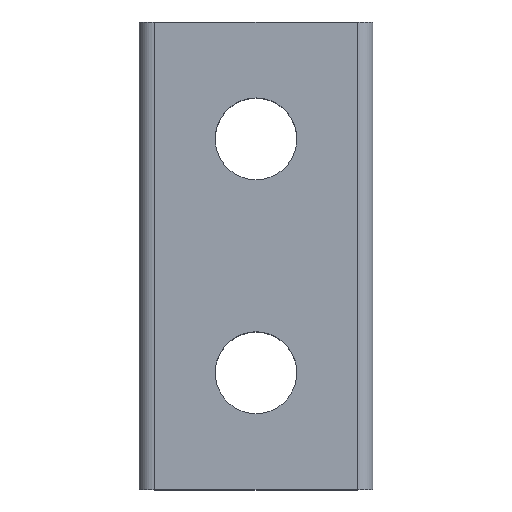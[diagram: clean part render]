
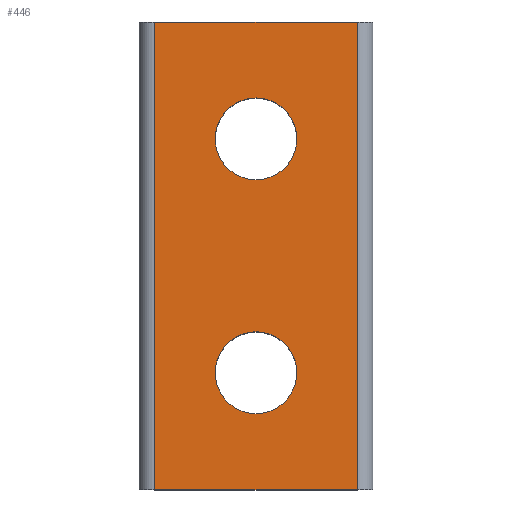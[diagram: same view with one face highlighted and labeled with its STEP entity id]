
A CAD part, top view. The second image highlights one B-rep face of the part: STEP entity #446.
In plain terms, the highlighted planar face has unit normal (0, 0, 1).
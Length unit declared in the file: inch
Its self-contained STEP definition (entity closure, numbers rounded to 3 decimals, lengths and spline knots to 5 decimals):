
#18=FACE_BOUND('',#82,.T.);
#19=FACE_BOUND('',#83,.T.);
#35=PLANE('',#505);
#56=FACE_OUTER_BOUND('',#81,.T.);
#81=EDGE_LOOP('',(#363,#364,#365,#366));
#82=EDGE_LOOP('',(#367));
#83=EDGE_LOOP('',(#368));
#117=LINE('',#713,#153);
#126=LINE('',#735,#162);
#128=LINE('',#741,#164);
#129=LINE('',#742,#165);
#153=VECTOR('',#589,0.3937);
#162=VECTOR('',#608,0.3937);
#164=VECTOR('',#614,0.3937);
#165=VECTOR('',#615,0.3937);
#185=CIRCLE('',#482,0.525);
#189=CIRCLE('',#488,0.525);
#209=VERTEX_POINT('',#671);
#213=VERTEX_POINT('',#683);
#224=VERTEX_POINT('',#710);
#225=VERTEX_POINT('',#712);
#233=VERTEX_POINT('',#734);
#235=VERTEX_POINT('',#740);
#253=EDGE_CURVE('',#209,#209,#185,.T.);
#259=EDGE_CURVE('',#213,#213,#189,.T.);
#273=EDGE_CURVE('',#224,#225,#117,.T.);
#284=EDGE_CURVE('',#225,#233,#126,.T.);
#287=EDGE_CURVE('',#235,#224,#128,.T.);
#288=EDGE_CURVE('',#235,#233,#129,.T.);
#363=ORIENTED_EDGE('',*,*,#284,.F.);
#364=ORIENTED_EDGE('',*,*,#273,.F.);
#365=ORIENTED_EDGE('',*,*,#287,.F.);
#366=ORIENTED_EDGE('',*,*,#288,.T.);
#367=ORIENTED_EDGE('',*,*,#253,.T.);
#368=ORIENTED_EDGE('',*,*,#259,.T.);
#446=ADVANCED_FACE('',(#56,#18,#19),#35,.T.);
#482=AXIS2_PLACEMENT_3D('',#672,#547,#548);
#488=AXIS2_PLACEMENT_3D('',#684,#561,#562);
#505=AXIS2_PLACEMENT_3D('',#739,#612,#613);
#547=DIRECTION('center_axis',(0.,0.,-1.));
#548=DIRECTION('ref_axis',(-1.,0.,0.));
#561=DIRECTION('center_axis',(0.,0.,-1.));
#562=DIRECTION('ref_axis',(-1.,0.,0.));
#589=DIRECTION('',(-1.,0.,0.));
#608=DIRECTION('',(0.,1.,0.));
#612=DIRECTION('center_axis',(0.,0.,1.));
#613=DIRECTION('ref_axis',(-1.,0.,0.));
#614=DIRECTION('',(0.,-1.,0.));
#615=DIRECTION('',(-1.,0.,0.));
#671=CARTESIAN_POINT('',(1.98436,-1.5,9.19342));
#672=CARTESIAN_POINT('Origin',(1.45936,-1.5,9.19342));
#683=CARTESIAN_POINT('',(1.98436,-4.5,9.19342));
#684=CARTESIAN_POINT('Origin',(1.45936,-4.5,9.19342));
#710=CARTESIAN_POINT('',(2.75936,-6.,9.19342));
#712=CARTESIAN_POINT('',(0.15936,-6.,9.19342));
#713=CARTESIAN_POINT('',(2.95936,-6.,9.19342));
#734=CARTESIAN_POINT('',(0.15936,0.,9.19342));
#735=CARTESIAN_POINT('',(0.15936,0.,9.19342));
#739=CARTESIAN_POINT('Origin',(2.95936,0.,9.19342));
#740=CARTESIAN_POINT('',(2.75936,0.,9.19342));
#741=CARTESIAN_POINT('',(2.75936,0.,9.19342));
#742=CARTESIAN_POINT('',(2.95936,0.,9.19342));
